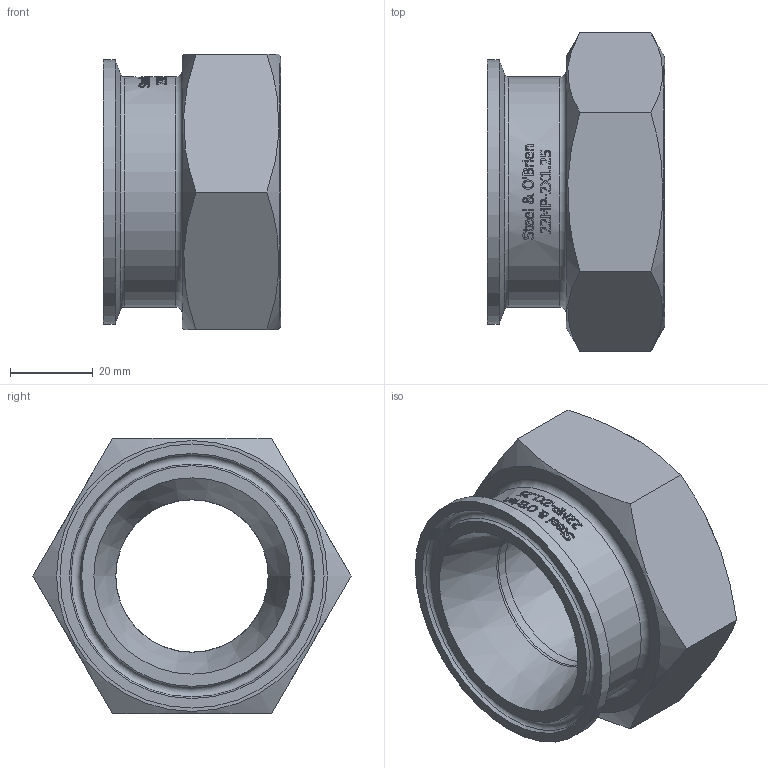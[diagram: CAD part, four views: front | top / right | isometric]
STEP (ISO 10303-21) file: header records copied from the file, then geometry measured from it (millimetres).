
FILE_DESCRIPTION(/* description */ (''),/* implementation_level */ '2;1');
FILE_NAME(/* name */ '22MP-2X1.25.ipt.stp',/* time_stamp */ '2019-08-23T16:29:46-04:00',/* author */ ('Engineering'),/* organization */ (''),/* preprocessor_version */ 'ST-DEVELOPER v15.2',/* originating_system */ 'Autodesk Inventor 2014',/* authorisation */ '');
FILE_SCHEMA (('AUTOMOTIVE_DESIGN { 1 0 10303 214 3 1 1 }'));
Length unit declared in the file: inch
Products named in the file (1): 22MP-2X1.25
Bounding box: 42.85 x 76.99 x 66.67 mm (x, y, z)
Volume: 87304.1 mm3; surface area: 20001.3 mm2
Topology: 1 solids, 1 shells, 407 faces, 1094 edges, 725 vertices
Faces by surface type: bspline 185, plane 172, cylinder 37, cone 8, torus 5
Full cylindrical faces by diameter (mm): 36.855 x1, 55.677 x1, 63.906 x1
Entity records: 16046 total; most frequent: CARTESIAN_POINT 6953, ORIENTED_EDGE 2156, DIRECTION 1351, EDGE_CURVE 1078, VERTEX_POINT 725, LINE 487, VECTOR 487, EDGE_LOOP 461
